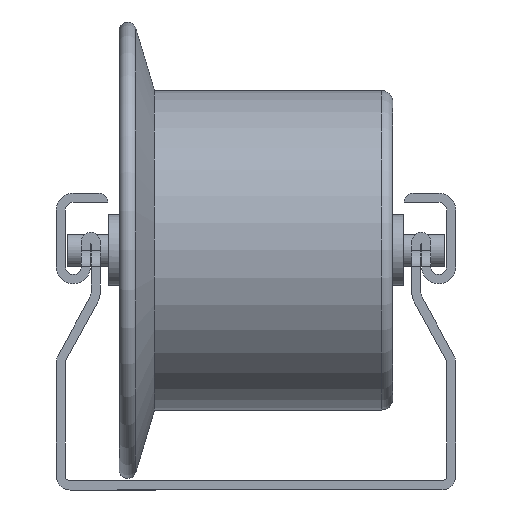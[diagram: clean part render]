
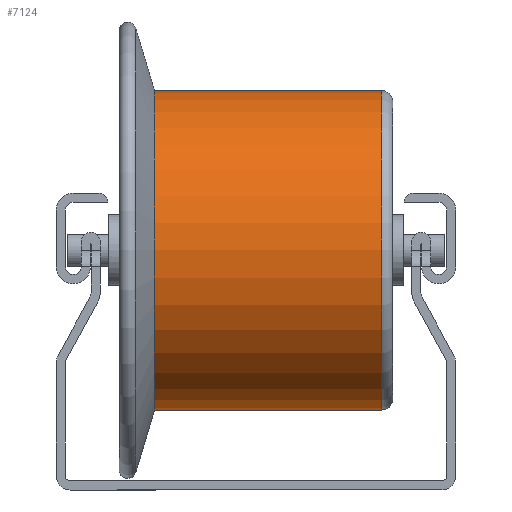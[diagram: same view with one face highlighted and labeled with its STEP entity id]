
A CAD part, front view. The second image highlights one B-rep face of the part: STEP entity #7124.
In plain terms, the highlighted cylindrical face has radius 14 mm (diameter 28 mm), a full revolution.
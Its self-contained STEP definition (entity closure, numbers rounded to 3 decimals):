
#111=FACE_BOUND('',#1000,.T.);
#281=CYLINDRICAL_SURFACE('',#7857,14.);
#612=FACE_OUTER_BOUND('',#999,.T.);
#999=EDGE_LOOP('',(#6559));
#1000=EDGE_LOOP('',(#6560));
#1411=CIRCLE('',#7858,14.);
#1412=CIRCLE('',#7859,14.);
#3433=VERTEX_POINT('',#12128);
#3434=VERTEX_POINT('',#12130);
#4491=EDGE_CURVE('',#3433,#3433,#1411,.T.);
#4492=EDGE_CURVE('',#3434,#3434,#1412,.T.);
#6559=ORIENTED_EDGE('',*,*,#4491,.F.);
#6560=ORIENTED_EDGE('',*,*,#4492,.T.);
#7124=ADVANCED_FACE('',(#612,#111),#281,.T.);
#7857=AXIS2_PLACEMENT_3D('',#12127,#9985,#9986);
#7858=AXIS2_PLACEMENT_3D('',#12129,#9987,#9988);
#7859=AXIS2_PLACEMENT_3D('',#12131,#9989,#9990);
#9985=DIRECTION('center_axis',(1.,0.,0.));
#9986=DIRECTION('ref_axis',(0.,1.,0.));
#9987=DIRECTION('center_axis',(1.,0.,0.));
#9988=DIRECTION('ref_axis',(0.,1.,0.));
#9989=DIRECTION('center_axis',(1.,0.,0.));
#9990=DIRECTION('ref_axis',(0.,1.,0.));
#12127=CARTESIAN_POINT('Origin',(1.054,0.,0.));
#12128=CARTESIAN_POINT('',(11.,14.,0.));
#12129=CARTESIAN_POINT('Origin',(11.,0.,0.));
#12130=CARTESIAN_POINT('',(-8.892,14.,0.));
#12131=CARTESIAN_POINT('Origin',(-8.892,0.,0.));
